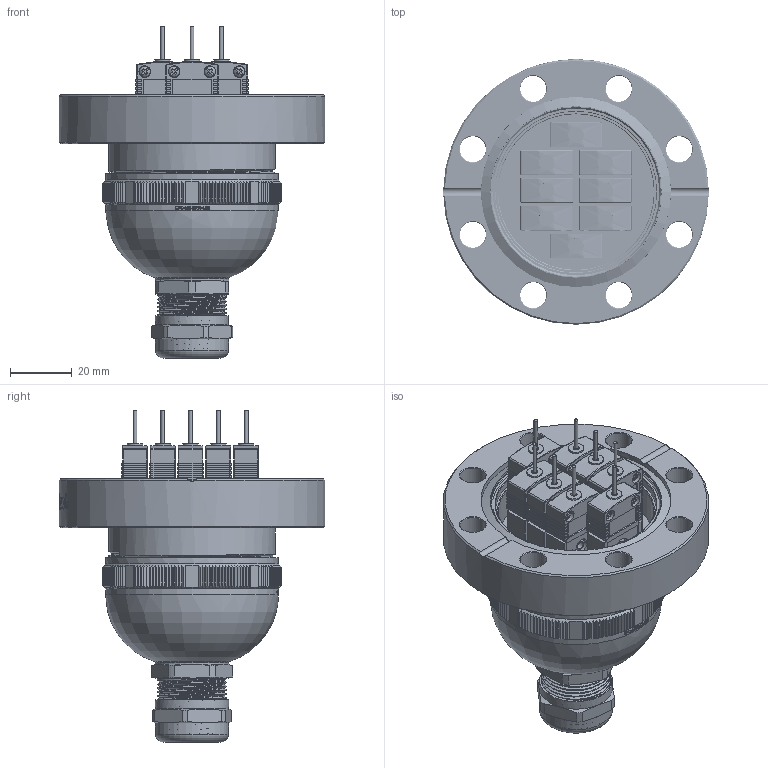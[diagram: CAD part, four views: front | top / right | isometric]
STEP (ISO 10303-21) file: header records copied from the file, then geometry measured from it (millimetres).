
FILE_DESCRIPTION (( 'STEP AP214' ), '1' );
FILE_NAME ('外发模型(带插头+护线筒)-T-CF50-1608K.STEP', '2025-02-14T03:01:45', ( '' ), ( '' ), 'SwSTEP 2.0', 'SolidWorks 2020', '' );
FILE_SCHEMA (( 'AUTOMOTIVE_DESIGN' ));
Length unit declared in the file: millimetre
Products named in the file (15): 俋楷耀倰-埴堵脣え-D30L282-KN-; 囀郋彶踡蛈 10-14; 囀郋躇猾杶 10-14; 誘盄芠囀郋-FTL14-M20NX; SMPW-K-F; 誘盄芠俋褲-CPC-M54D14-L50; 誘盄芠蹟簽-LT14-PG16; 外发模型(带插头+护线筒)-T-CF50-1608K; 俋楷耀倰-埴堵脣え-D20L282-KP+; FL-CF50-D54; 俋楷耀倰-Z-T-D54-1608K-D30L282-A1; SRG-T-KF50-1608K; 俋楷耀倰-FL-T-D54-1608K-D30L282-A1; 俋楷耀倰-T-D54-1608K-D30L282-A1; 誘盄芠-CPC-M54D14-L50
Assembly tree (43 placements, depth 5):
  外发模型(带插头+护线筒)-T-CF50-1608K
    FL-CF50-D54
    俋楷耀倰-Z-T-D54-1608K-D30L282-A1
      俋楷耀倰-T-D54-1608K-D30L282-A1
        俋楷耀倰-FL-T-D54-1608K-D30L282-A1
        俋楷耀倰-埴堵脣え-D20L282-KP+  x8
        俋楷耀倰-埴堵脣え-D30L282-KN-  x8
        SRG-T-KF50-1608K
      SMPW-K-F  x16
      誘盄芠-CPC-M54D14-L50
        誘盄芠俋褲-CPC-M54D14-L50
        誘盄芠囀郋-FTL14-M20NX
          誘盄芠蹟簽-LT14-PG16
          囀郋躇猾杶 10-14
          囀郋彶踡蛈 10-14
Bounding box: 86 x 86 x 107.58 mm (x, y, z)
Volume: 132266 mm3; surface area: 100482.1 mm2
Topology: 135 solids, 135 shells, 6329 faces, 17288 edges, 11692 vertices
Faces by surface type: plane 4267, cylinder 1516, bspline 268, torus 246, cone 32
Full cylindrical faces by diameter (mm): 1.2 x16, 2 x16, 2.6 x16, 3.533 x32, 3.8 x32, 5 x48, 8.4 x8, 14.2 x2, 14.5 x1, 17.4 x2, 19.2 x1, 19.3 x1, 19.7 x1, 20 x1, 23.7 x3, 50.3 x1, 50.5 x2, 52.2 x1, 52.5 x1, 54 x5, 54.5 x1, 56 x2, 61.6 x1, 86 x1
Entity records: 58405 total; most frequent: CARTESIAN_POINT 23299, ORIENTED_EDGE 7824, DIRECTION 6146, EDGE_CURVE 3912, VERTEX_POINT 2905, AXIS2_PLACEMENT_3D 2086, LINE 1974, VECTOR 1974
